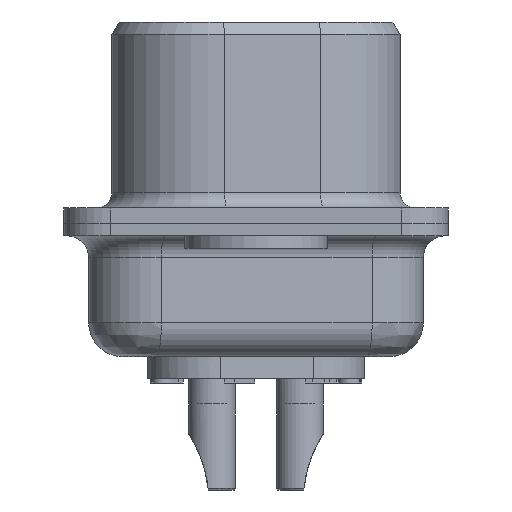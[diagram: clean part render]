
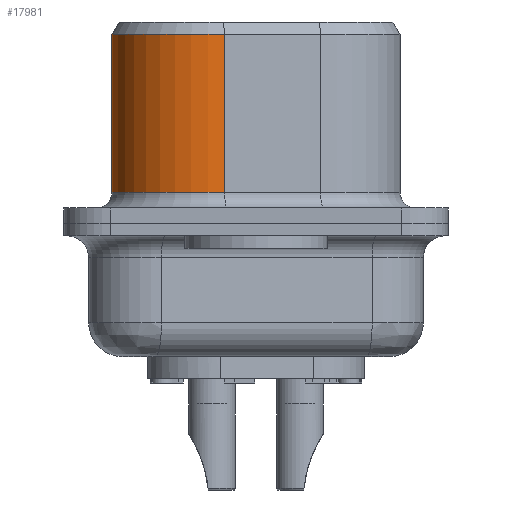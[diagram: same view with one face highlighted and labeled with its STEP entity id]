
A CAD part, left-side view. The second image highlights one B-rep face of the part: STEP entity #17981.
In plain terms, the highlighted cylindrical face has radius 3.1 mm (diameter 6.2 mm), a partial arc.
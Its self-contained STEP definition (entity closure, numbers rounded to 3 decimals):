
#2048=LINE('',#43282,#3856);
#2049=LINE('',#43283,#3857);
#3856=VECTOR('',#23850,5.1);
#3857=VECTOR('',#23851,5.1);
#4226=CIRCLE('',#19272,3.1);
#4262=CIRCLE('',#19333,3.1);
#4435=CYLINDRICAL_SURFACE('',#19337,3.1);
#6427=FACE_OUTER_BOUND('',#7735,.T.);
#7735=EDGE_LOOP('',(#16883,#16884,#16885,#16886));
#9594=VERTEX_POINT('',#43130);
#9598=VERTEX_POINT('',#43142);
#9637=VERTEX_POINT('',#43268);
#9638=VERTEX_POINT('',#43274);
#11991=EDGE_CURVE('',#9598,#9594,#4226,.T.);
#12058=EDGE_CURVE('',#9637,#9638,#4262,.T.);
#12061=EDGE_CURVE('',#9638,#9598,#2048,.T.);
#12062=EDGE_CURVE('',#9637,#9594,#2049,.T.);
#16883=ORIENTED_EDGE('',*,*,#11991,.F.);
#16884=ORIENTED_EDGE('',*,*,#12061,.F.);
#16885=ORIENTED_EDGE('',*,*,#12058,.F.);
#16886=ORIENTED_EDGE('',*,*,#12062,.T.);
#17981=ADVANCED_FACE('',(#6427),#4435,.T.);
#19272=AXIS2_PLACEMENT_3D('',#43144,#23686,#23687);
#19333=AXIS2_PLACEMENT_3D('',#43276,#23839,#23840);
#19337=AXIS2_PLACEMENT_3D('',#43281,#23848,#23849);
#23686=DIRECTION('center_axis',(0.,0.,-1.));
#23687=DIRECTION('ref_axis',(0.985,-0.174,0.));
#23839=DIRECTION('center_axis',(0.,0.,1.));
#23840=DIRECTION('ref_axis',(0.766,0.643,0.));
#23848=DIRECTION('center_axis',(0.,0.,-1.));
#23849=DIRECTION('ref_axis',(0.985,-0.174,0.));
#23850=DIRECTION('',(0.,0.,-1.));
#23851=DIRECTION('',(0.,0.,-1.));
#43130=CARTESIAN_POINT('',(19.953,1.012,-6.1));
#43142=CARTESIAN_POINT('',(16.9,4.65,-6.1));
#43144=CARTESIAN_POINT('Origin',(16.9,1.55,-6.1));
#43268=CARTESIAN_POINT('',(19.953,1.012,-1.));
#43274=CARTESIAN_POINT('',(16.9,4.65,-1.));
#43276=CARTESIAN_POINT('Origin',(16.9,1.55,-1.));
#43281=CARTESIAN_POINT('Origin',(16.9,1.55,0.));
#43282=CARTESIAN_POINT('',(16.9,4.65,0.));
#43283=CARTESIAN_POINT('',(19.953,1.012,0.));
